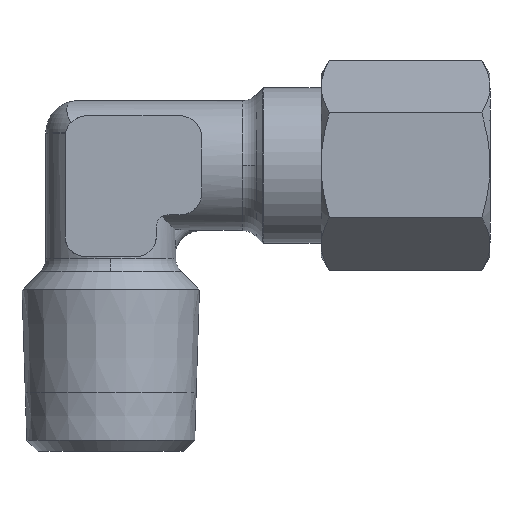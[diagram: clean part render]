
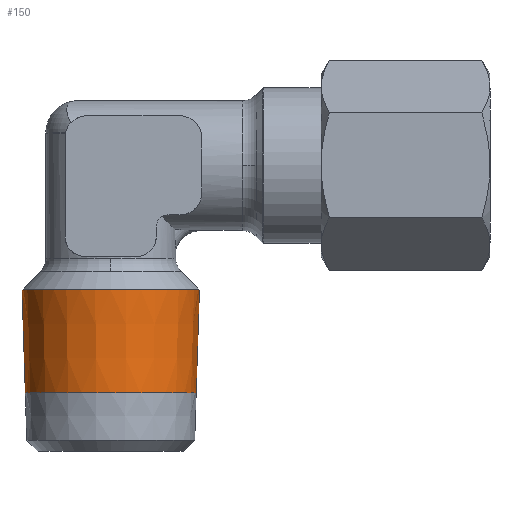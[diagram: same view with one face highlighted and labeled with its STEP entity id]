
A CAD part, top view. The second image highlights one B-rep face of the part: STEP entity #150.
In plain terms, the highlighted conical face has half-angle 1.79 degrees and reference radius 6.645 mm.
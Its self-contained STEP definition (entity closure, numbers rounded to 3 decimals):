
#150=ADVANCED_FACE('',(#367),#368,.T.);
#367=FACE_OUTER_BOUND('',#586,.T.);
#368=CONICAL_SURFACE('',#587,6.645,0.031);
#586=EDGE_LOOP('',(#1423,#1424,#1425,#1426));
#587=AXIS2_PLACEMENT_3D('',#1427,#1428,#1429);
#1423=ORIENTED_EDGE('',*,*,#1441,.T.);
#1424=ORIENTED_EDGE('',*,*,#1693,.F.);
#1425=ORIENTED_EDGE('',*,*,#1443,.T.);
#1426=ORIENTED_EDGE('',*,*,#1698,.T.);
#1427=CARTESIAN_POINT('',(0.0,6.637,0.0));
#1428=DIRECTION('',(-0.0,1.0,-0.0));
#1429=DIRECTION('',(1.0,0.0,0.0));
#1441=EDGE_CURVE('',#1709,#1710,#1711,.T.);
#1443=EDGE_CURVE('',#1714,#1712,#1715,.T.);
#1693=EDGE_CURVE('',#1714,#1710,#2120,.T.);
#1698=EDGE_CURVE('',#1712,#1709,#2127,.T.);
#1709=VERTEX_POINT('',#2192);
#1710=VERTEX_POINT('',#2193);
#1711=LINE('',#2194,#2195);
#1712=VERTEX_POINT('',#2196);
#1714=VERTEX_POINT('',#2198);
#1715=LINE('',#2199,#2200);
#2120=CIRCLE('',#3387,6.826);
#2127=CIRCLE('',#3394,6.579);
#2192=CARTESIAN_POINT('',(6.579,4.503,0.));
#2193=CARTESIAN_POINT('',(6.826,12.418,0.0));
#2194=CARTESIAN_POINT('',(6.645,6.637,0.));
#2195=VECTOR('',#3403,1.0);
#2196=CARTESIAN_POINT('',(-6.579,4.503,0.0));
#2198=CARTESIAN_POINT('',(-6.826,12.418,0.));
#2199=CARTESIAN_POINT('',(-6.645,6.637,0.));
#2200=VECTOR('',#3407,1.0);
#3387=AXIS2_PLACEMENT_3D('',#3811,#3812,#3813);
#3394=AXIS2_PLACEMENT_3D('',#3826,#3827,#3828);
#3403=DIRECTION('',(0.031,1.,0.));
#3407=DIRECTION('',(0.031,-1.,0.));
#3811=CARTESIAN_POINT('',(0.0,12.418,0.0));
#3812=DIRECTION('',(-0.0,1.0,0.0));
#3813=DIRECTION('',(1.0,0.0,0.0));
#3826=CARTESIAN_POINT('',(0.0,4.505,0.0));
#3827=DIRECTION('',(-0.0,1.0,0.0));
#3828=DIRECTION('',(1.0,0.0,0.0));
